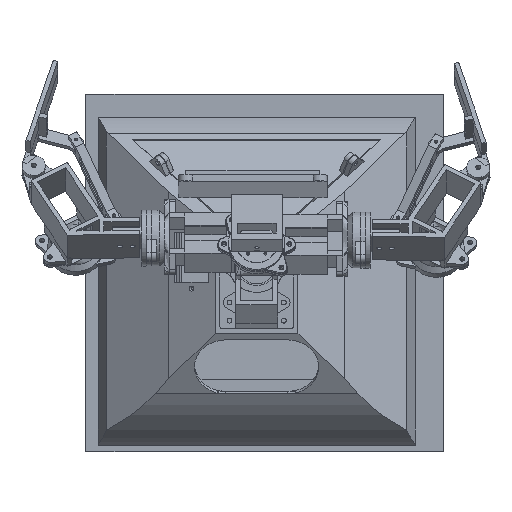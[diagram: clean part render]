
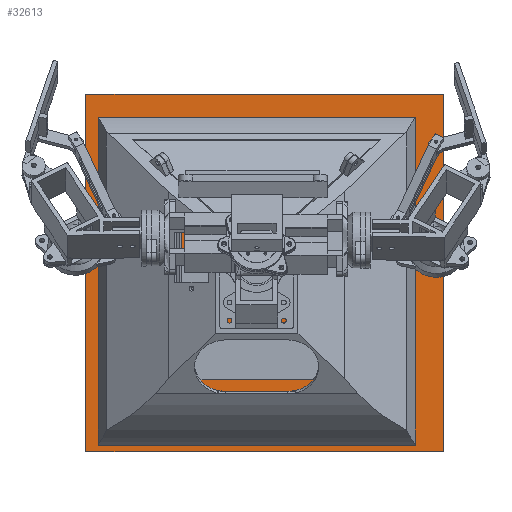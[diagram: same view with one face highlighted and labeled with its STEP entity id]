
A CAD part, top view. The second image highlights one B-rep face of the part: STEP entity #32613.
In plain terms, the highlighted planar face has unit normal (0, 0, 1).
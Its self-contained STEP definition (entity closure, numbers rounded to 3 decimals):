
#32484 = VERTEX_POINT('',#32485);
#32485 = CARTESIAN_POINT('',(-115.,-115.,5.));
#32491 = EDGE_CURVE('',#32484,#32492,#32494,.T.);
#32492 = VERTEX_POINT('',#32493);
#32493 = CARTESIAN_POINT('',(115.,-115.,5.));
#32494 = LINE('',#32495,#32496);
#32495 = CARTESIAN_POINT('',(-115.,-115.,5.));
#32496 = VECTOR('',#32497,1.);
#32497 = DIRECTION('',(1.,0.,0.));
#32522 = EDGE_CURVE('',#32492,#32523,#32525,.T.);
#32523 = VERTEX_POINT('',#32524);
#32524 = CARTESIAN_POINT('',(115.,115.,5.));
#32525 = LINE('',#32526,#32527);
#32526 = CARTESIAN_POINT('',(115.,-115.,5.));
#32527 = VECTOR('',#32528,1.);
#32528 = DIRECTION('',(0.,1.,0.));
#32553 = EDGE_CURVE('',#32523,#32554,#32556,.T.);
#32554 = VERTEX_POINT('',#32555);
#32555 = CARTESIAN_POINT('',(-115.,115.,5.));
#32556 = LINE('',#32557,#32558);
#32557 = CARTESIAN_POINT('',(115.,115.,5.));
#32558 = VECTOR('',#32559,1.);
#32559 = DIRECTION('',(-1.,0.,0.));
#32584 = EDGE_CURVE('',#32554,#32484,#32585,.T.);
#32585 = LINE('',#32586,#32587);
#32586 = CARTESIAN_POINT('',(-115.,115.,5.));
#32587 = VECTOR('',#32588,1.);
#32588 = DIRECTION('',(0.,-1.,0.));
#32613 = ADVANCED_FACE('',(#32614),#32620,.T.);
#32614 = FACE_BOUND('',#32615,.T.);
#32615 = EDGE_LOOP('',(#32616,#32617,#32618,#32619));
#32616 = ORIENTED_EDGE('',*,*,#32491,.T.);
#32617 = ORIENTED_EDGE('',*,*,#32522,.T.);
#32618 = ORIENTED_EDGE('',*,*,#32553,.T.);
#32619 = ORIENTED_EDGE('',*,*,#32584,.T.);
#32620 = PLANE('',#32621);
#32621 = AXIS2_PLACEMENT_3D('',#32622,#32623,#32624);
#32622 = CARTESIAN_POINT('',(0.,0.,5.));
#32623 = DIRECTION('',(0.,0.,1.));
#32624 = DIRECTION('',(1.,0.,0.));
